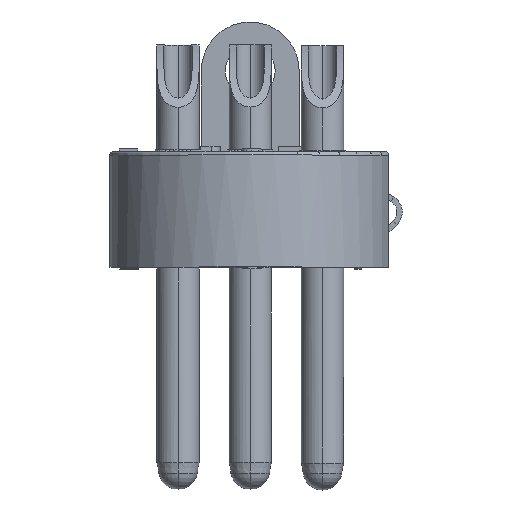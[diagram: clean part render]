
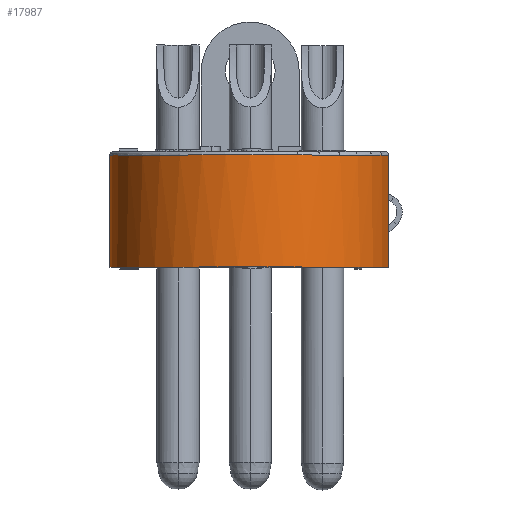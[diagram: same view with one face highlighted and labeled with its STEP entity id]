
A CAD part, top view. The second image highlights one B-rep face of the part: STEP entity #17987.
In plain terms, the highlighted cylindrical face has radius 7.9 mm (diameter 15.8 mm), a partial arc.
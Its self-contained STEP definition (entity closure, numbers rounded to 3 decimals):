
#1933=CARTESIAN_POINT('',(0.,6.3,0.));
#1934=DIRECTION('',(0.,-1.,0.));
#1935=DIRECTION('',(0.984,0.,0.177));
#1936=AXIS2_PLACEMENT_3D('',#1933,#1934,#1935);
#1938=CARTESIAN_POINT('',(0.,6.3,0.));
#1939=DIRECTION('',(0.,-1.,0.));
#1940=DIRECTION('',(-1.,0.,0.));
#1941=AXIS2_PLACEMENT_3D('',#1938,#1939,#1940);
#1943=CARTESIAN_POINT('',(0.,6.3,0.));
#1944=DIRECTION('',(0.,-1.,0.));
#1945=DIRECTION('',(-1.,0.,-0.001));
#1946=AXIS2_PLACEMENT_3D('',#1943,#1944,#1945);
#1948=CARTESIAN_POINT('',(7.775,6.3,-1.4));
#1966=DIRECTION('',(0.,-1.,0.));
#1967=VECTOR('',#1966,6.3);
#1968=CARTESIAN_POINT('',(7.775,6.3,1.4));
#1969=LINE('',#1968,#1967);
#1970=DIRECTION('',(0.,1.,0.));
#1971=VECTOR('',#1970,3.2);
#1972=CARTESIAN_POINT('',(-6.178,0.,-4.923));
#1973=LINE('',#1972,#1971);
#1974=CARTESIAN_POINT('',(-6.178,3.2,
-4.923));
#1975=CARTESIAN_POINT('',(-6.178,3.28,
-4.923));
#1976=CARTESIAN_POINT('',(-6.166,3.434,
-4.939));
#1977=CARTESIAN_POINT('',(-6.109,3.655,
-5.01));
#1978=CARTESIAN_POINT('',(-6.016,3.842,
-5.121));
#1979=CARTESIAN_POINT('',(-5.895,3.984,
-5.261));
#1980=CARTESIAN_POINT('',(-5.748,4.074,
-5.421));
#1981=CARTESIAN_POINT('',(-5.587,4.105,
-5.587));
#1982=CARTESIAN_POINT('',(-5.421,4.074,
-5.748));
#1983=CARTESIAN_POINT('',(-5.262,3.985,
-5.894));
#1984=CARTESIAN_POINT('',(-5.122,3.843,
-6.016));
#1985=CARTESIAN_POINT('',(-5.01,3.655,
-6.108));
#1986=CARTESIAN_POINT('',(-4.939,3.432,
-6.166));
#1987=CARTESIAN_POINT('',(-4.923,3.279,
-6.178));
#1988=CARTESIAN_POINT('',(-4.923,3.2,
-6.178));
#1990=DIRECTION('',(0.,-1.,0.));
#1991=VECTOR('',#1990,3.2);
#1992=CARTESIAN_POINT('',(-4.923,3.2,
-6.178));
#1993=LINE('',#1992,#1991);
#1994=DIRECTION('',(0.,1.,0.));
#1995=VECTOR('',#1994,6.3);
#1996=CARTESIAN_POINT('',(7.775,0.,-1.4));
#1997=LINE('',#1996,#1995);
#1998=CARTESIAN_POINT('',(-2.25,3.3,-7.573));
#1999=CARTESIAN_POINT('',(-2.25,3.439,-7.573));
#2000=CARTESIAN_POINT('',(-2.225,3.717,
-7.58));
#2001=CARTESIAN_POINT('',(-2.102,4.145,
-7.616));
#2002=CARTESIAN_POINT('',(-1.888,4.55,
-7.672));
#2003=CARTESIAN_POINT('',(-1.614,4.888,
-7.736));
#2004=CARTESIAN_POINT('',(-1.264,5.18,
-7.801));
#2005=CARTESIAN_POINT('',(-0.865,5.393,
-7.856));
#2006=CARTESIAN_POINT('',(-0.443,5.52,
-7.892));
#2007=CARTESIAN_POINT('',(-0.004,5.564,
-7.904));
#2008=CARTESIAN_POINT('',(0.435,5.522,
-7.892));
#2009=CARTESIAN_POINT('',(0.851,5.398,
-7.858));
#2010=CARTESIAN_POINT('',(1.244,5.193,-7.805));
#2011=CARTESIAN_POINT('',(1.594,4.908,-7.74));
#2012=CARTESIAN_POINT('',(1.877,4.568,-7.675));
#2013=CARTESIAN_POINT('',(2.096,4.161,-7.618));
#2014=CARTESIAN_POINT('',(2.224,3.725,-7.581));
#2015=CARTESIAN_POINT('',(2.25,3.442,-7.573));
#2016=CARTESIAN_POINT('',(2.25,3.3,-7.573));
#2018=CARTESIAN_POINT('',(2.25,3.3,-7.573));
#2019=CARTESIAN_POINT('',(2.25,3.161,-7.573));
#2020=CARTESIAN_POINT('',(2.225,2.883,-7.58));
#2021=CARTESIAN_POINT('',(2.102,2.455,-7.616));
#2022=CARTESIAN_POINT('',(1.888,2.05,-7.672));
#2023=CARTESIAN_POINT('',(1.614,1.712,-7.736));
#2024=CARTESIAN_POINT('',(1.264,1.42,-7.801));
#2025=CARTESIAN_POINT('',(0.865,1.207,
-7.856));
#2026=CARTESIAN_POINT('',(0.443,1.08,
-7.892));
#2027=CARTESIAN_POINT('',(0.004,1.036,
-7.904));
#2028=CARTESIAN_POINT('',(-0.436,1.078,
-7.892));
#2029=CARTESIAN_POINT('',(-0.851,1.202,
-7.858));
#2030=CARTESIAN_POINT('',(-1.244,1.407,
-7.805));
#2031=CARTESIAN_POINT('',(-1.594,1.692,
-7.74));
#2032=CARTESIAN_POINT('',(-1.877,2.032,
-7.675));
#2033=CARTESIAN_POINT('',(-2.096,2.439,
-7.618));
#2034=CARTESIAN_POINT('',(-2.224,2.875,
-7.581));
#2035=CARTESIAN_POINT('',(-2.25,3.158,-7.573));
#2036=CARTESIAN_POINT('',(-2.25,3.3,-7.573));
#2812=CARTESIAN_POINT('',(0.,0.,0.));
#2813=DIRECTION('',(0.,1.,0.));
#2814=DIRECTION('',(0.984,0.,-0.177));
#2815=AXIS2_PLACEMENT_3D('',#2812,#2813,#2814);
#2837=CARTESIAN_POINT('',(0.,0.,0.));
#2838=DIRECTION('',(0.,1.,0.));
#2839=DIRECTION('',(-0.782,0.,-0.623));
#2840=AXIS2_PLACEMENT_3D('',#2837,#2838,#2839);
#2842=CARTESIAN_POINT('',(0.,0.,0.));
#2843=DIRECTION('',(0.,1.,0.));
#2844=DIRECTION('',(-1.,0.,0.));
#2845=AXIS2_PLACEMENT_3D('',#2842,#2843,#2844);
#2847=CARTESIAN_POINT('',(0.,0.,0.));
#2848=DIRECTION('',(0.,1.,0.));
#2849=DIRECTION('',(0.782,0.,0.623));
#2850=AXIS2_PLACEMENT_3D('',#2847,#2848,#2849);
#14690=VERTEX_POINT('',#1948);
#14691=CARTESIAN_POINT('',(7.775,0.,-1.4));
#14692=VERTEX_POINT('',#14691);
#14693=CARTESIAN_POINT('',(-7.9,6.3,-0.009));
#14694=VERTEX_POINT('',#14693);
#14695=CARTESIAN_POINT('',(-7.9,6.3,0.));
#14696=VERTEX_POINT('',#14695);
#14697=CARTESIAN_POINT('',(7.775,6.3,1.4));
#14698=VERTEX_POINT('',#14697);
#14699=CARTESIAN_POINT('',(7.775,0.,1.4));
#14700=VERTEX_POINT('',#14699);
#14701=CARTESIAN_POINT('',(-6.178,0.,-4.923));
#14702=CARTESIAN_POINT('',(-7.9,0.,0.));
#14703=VERTEX_POINT('',#14701);
#14704=VERTEX_POINT('',#14702);
#14705=CARTESIAN_POINT('',(6.178,0.,4.923));
#14706=VERTEX_POINT('',#14705);
#14707=CARTESIAN_POINT('',(-6.178,3.2,
-4.923));
#14708=VERTEX_POINT('',#14707);
#14709=VERTEX_POINT('',#1988);
#14710=CARTESIAN_POINT('',(-4.923,0.,-6.178));
#14711=VERTEX_POINT('',#14710);
#14712=VERTEX_POINT('',#1998);
#14713=VERTEX_POINT('',#2016);
#17954=CARTESIAN_POINT('',(0.,-0.126,0.));
#17955=DIRECTION('',(0.,1.,0.));
#17956=DIRECTION('',(1.,0.,0.));
#17957=AXIS2_PLACEMENT_3D('',#17954,#17955,#17956);
#17958=CYLINDRICAL_SURFACE('',#17957,7.9);
#17959=ORIENTED_EDGE('',*,*,#17943,.F.);
#17960=ORIENTED_EDGE('',*,*,#17941,.F.);
#17961=ORIENTED_EDGE('',*,*,#17939,.F.);
#17963=ORIENTED_EDGE('',*,*,#17962,.T.);
#17965=ORIENTED_EDGE('',*,*,#17964,.F.);
#17967=ORIENTED_EDGE('',*,*,#17966,.F.);
#17969=ORIENTED_EDGE('',*,*,#17968,.F.);
#17971=ORIENTED_EDGE('',*,*,#17970,.T.);
#17973=ORIENTED_EDGE('',*,*,#17972,.T.);
#17975=ORIENTED_EDGE('',*,*,#17974,.T.);
#17977=ORIENTED_EDGE('',*,*,#17976,.F.);
#17978=ORIENTED_EDGE('',*,*,#17925,.T.);
#17979=EDGE_LOOP('',(#17959,#17960,#17961,#17963,#17965,#17967,#17969,#17971,
#17973,#17975,#17977,#17978));
#17980=FACE_OUTER_BOUND('',#17979,.F.);
#17982=ORIENTED_EDGE('',*,*,#17981,.T.);
#17984=ORIENTED_EDGE('',*,*,#17983,.T.);
#17985=EDGE_LOOP('',(#17982,#17984));
#17986=FACE_BOUND('',#17985,.F.);
#1937=CIRCLE('',#1936,7.9);
#1942=CIRCLE('',#1941,7.9);
#1947=CIRCLE('',#1946,7.9);
#1989=B_SPLINE_CURVE_WITH_KNOTS('',3,(#1974,#1975,#1976,#1977,#1978,#1979,#1980,
#1981,#1982,#1983,#1984,#1985,#1986,#1987,#1988),.UNSPECIFIED.,.F.,.F.,(4,1,1,1,
1,1,1,1,1,1,1,1,4),(0.,0.083,0.167,0.25,
0.333,0.417,0.5,0.583,0.667,
0.75,0.833,0.917,1.),.UNSPECIFIED.);
#2017=B_SPLINE_CURVE_WITH_KNOTS('',3,(#1998,#1999,#2000,#2001,#2002,#2003,#2004,
#2005,#2006,#2007,#2008,#2009,#2010,#2011,#2012,#2013,#2014,#2015,#2016),
.UNSPECIFIED.,.F.,.F.,(4,1,1,1,1,1,1,1,1,1,1,1,1,1,1,1,4),(0.,0.063,0.125,
0.188,0.25,0.313,0.375,0.438,0.5,0.563,0.625,0.688,
0.75,0.813,0.875,0.938,1.),.UNSPECIFIED.);
#2037=B_SPLINE_CURVE_WITH_KNOTS('',3,(#2018,#2019,#2020,#2021,#2022,#2023,#2024,
#2025,#2026,#2027,#2028,#2029,#2030,#2031,#2032,#2033,#2034,#2035,#2036),
.UNSPECIFIED.,.F.,.F.,(4,1,1,1,1,1,1,1,1,1,1,1,1,1,1,1,4),(0.,0.063,0.125,
0.188,0.25,0.313,0.375,0.438,0.5,0.563,0.625,0.688,
0.75,0.813,0.875,0.938,1.),.UNSPECIFIED.);
#2816=CIRCLE('',#2815,7.9);
#2841=CIRCLE('',#2840,7.9);
#2846=CIRCLE('',#2845,7.9);
#2851=CIRCLE('',#2850,7.9);
#17925=EDGE_CURVE('',#14692,#14690,#1997,.T.);
#17939=EDGE_CURVE('',#14698,#14696,#1937,.T.);
#17941=EDGE_CURVE('',#14696,#14694,#1942,.T.);
#17943=EDGE_CURVE('',#14694,#14690,#1947,.T.);
#17962=EDGE_CURVE('',#14698,#14700,#1969,.T.);
#17964=EDGE_CURVE('',#14706,#14700,#2851,.T.);
#17966=EDGE_CURVE('',#14704,#14706,#2846,.T.);
#17968=EDGE_CURVE('',#14703,#14704,#2841,.T.);
#17970=EDGE_CURVE('',#14703,#14708,#1973,.T.);
#17972=EDGE_CURVE('',#14708,#14709,#1989,.T.);
#17974=EDGE_CURVE('',#14709,#14711,#1993,.T.);
#17976=EDGE_CURVE('',#14692,#14711,#2816,.T.);
#17981=EDGE_CURVE('',#14712,#14713,#2017,.T.);
#17983=EDGE_CURVE('',#14713,#14712,#2037,.T.);
#17987=ADVANCED_FACE('',(#17980,#17986),#17958,.T.);
